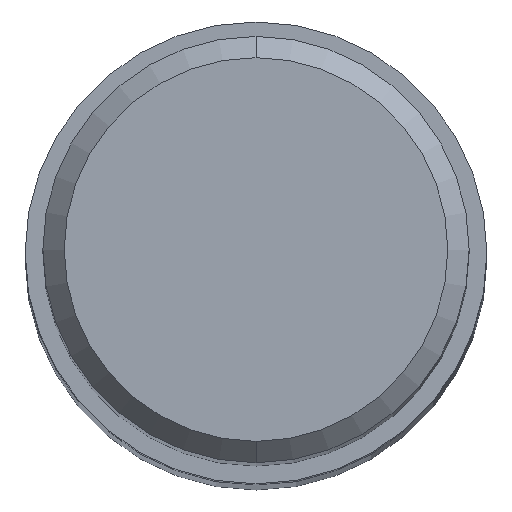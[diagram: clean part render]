
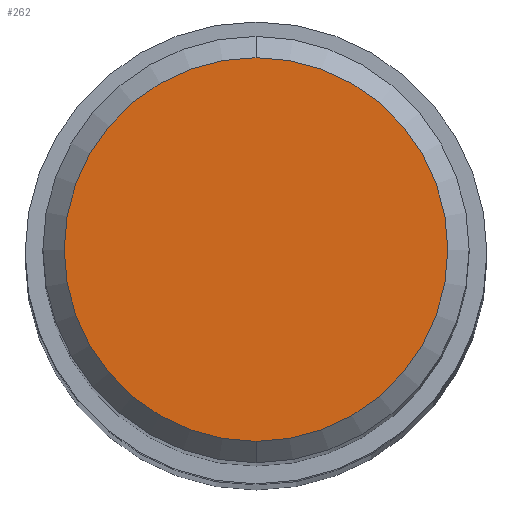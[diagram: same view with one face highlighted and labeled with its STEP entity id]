
A CAD part, top view. The second image highlights one B-rep face of the part: STEP entity #262.
In plain terms, the highlighted planar face has unit normal (0, 0, 1).
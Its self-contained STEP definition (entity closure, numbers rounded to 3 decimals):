
#220=EDGE_CURVE('',#450,#348,#526,.T.);
#262=ADVANCED_FACE('',(#572),#573,.T.);
#348=VERTEX_POINT('',#664);
#360=EDGE_CURVE('',#348,#450,#678,.T.);
#450=VERTEX_POINT('',#781);
#526=CIRCLE('',#866,5.4);
#572=FACE_OUTER_BOUND('',#956,.T.);
#573=PLANE('',#957);
#664=CARTESIAN_POINT('',(0.0,5.4,0.0));
#678=CIRCLE('',#1222,5.4);
#781=CARTESIAN_POINT('',(0.,-5.4,0.0));
#866=AXIS2_PLACEMENT_3D('',#1560,#1561,#1562);
#956=EDGE_LOOP('',(#1614,#1615));
#957=AXIS2_PLACEMENT_3D('',#1616,#1617,#1618);
#1222=AXIS2_PLACEMENT_3D('',#1700,#1701,#1702);
#1560=CARTESIAN_POINT('',(0.0,0.0,0.0));
#1561=DIRECTION('',(0.0,0.0,-1.0));
#1562=DIRECTION('',(0.0,1.0,0.0));
#1614=ORIENTED_EDGE('',*,*,#360,.F.);
#1615=ORIENTED_EDGE('',*,*,#220,.F.);
#1616=CARTESIAN_POINT('',(0.0,2.7,0.0));
#1617=DIRECTION('',(-0.0,0.0,1.0));
#1618=DIRECTION('',(0.0,-1.0,0.0));
#1700=CARTESIAN_POINT('',(0.0,0.0,0.0));
#1701=DIRECTION('',(0.0,0.0,-1.0));
#1702=DIRECTION('',(0.0,1.0,0.0));
